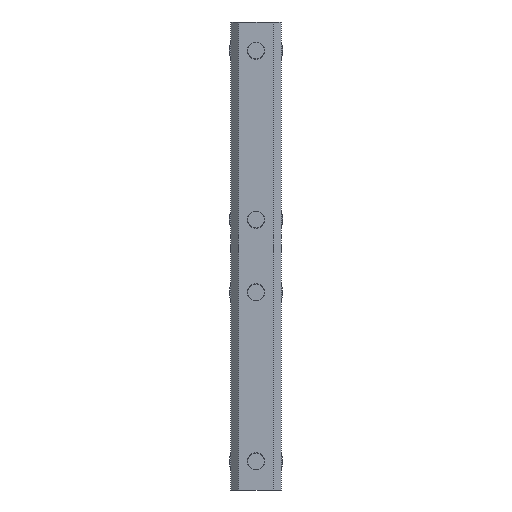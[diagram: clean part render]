
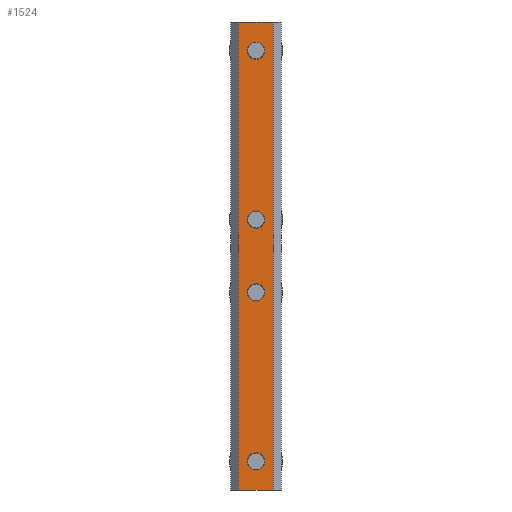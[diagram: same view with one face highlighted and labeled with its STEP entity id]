
A CAD part, front view. The second image highlights one B-rep face of the part: STEP entity #1524.
In plain terms, the highlighted planar face has unit normal (0, -1, 0).
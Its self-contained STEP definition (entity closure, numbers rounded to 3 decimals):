
#70 = CARTESIAN_POINT ( 'NONE',  ( 0., 0., 104. ) ) ;
#205 = DIRECTION ( 'NONE',  ( 0., 0., -1. ) ) ;
#213 = DIRECTION ( 'NONE',  ( 0., 0., -1. ) ) ;
#217 = DIRECTION ( 'NONE',  ( 0., -1., 0. ) ) ;
#218 = CARTESIAN_POINT ( 'NONE',  ( 0., 0., 169. ) ) ;
#325 = DIRECTION ( 'NONE',  ( 0., -1., 0. ) ) ;
#376 = CARTESIAN_POINT ( 'NONE',  ( 6.584, 0., 180. ) ) ;
#377 = DIRECTION ( 'NONE',  ( 0., 0., 1. ) ) ;
#378 = CARTESIAN_POINT ( 'NONE',  ( 0., 0., 76. ) ) ;
#379 = DIRECTION ( 'NONE',  ( 0., 0., -1. ) ) ;
#380 = DIRECTION ( 'NONE',  ( 0., -1., 0. ) ) ;
#387 = DIRECTION ( 'NONE',  ( 0., -1., 0. ) ) ;
#388 = CARTESIAN_POINT ( 'NONE',  ( 0., 0., 11. ) ) ;
#389 = DIRECTION ( 'NONE',  ( 0., 0., -1. ) ) ;
#400 = CARTESIAN_POINT ( 'NONE',  ( 0., 0., 7.7 ) ) ;
#419 = CARTESIAN_POINT ( 'NONE',  ( 0., 0., 72.7 ) ) ;
#420 = CARTESIAN_POINT ( 'NONE',  ( 0., 0., 79.3 ) ) ;
#425 = CARTESIAN_POINT ( 'NONE',  ( 0., 0., 100.7 ) ) ;
#428 = CARTESIAN_POINT ( 'NONE',  ( 0., 0., 172.3 ) ) ;
#429 = CARTESIAN_POINT ( 'NONE',  ( 0., 0., 165.7 ) ) ;
#432 = CARTESIAN_POINT ( 'NONE',  ( 0., 0., 107.3 ) ) ;
#436 = CARTESIAN_POINT ( 'NONE',  ( 0., 0., 14.3 ) ) ;
#498 = CARTESIAN_POINT ( 'NONE',  ( 6.584, 0., 0. ) ) ;
#499 = CARTESIAN_POINT ( 'NONE',  ( 6.584, 0., 180. ) ) ;
#500 = CARTESIAN_POINT ( 'NONE',  ( -6.584, 0., 180. ) ) ;
#507 = CARTESIAN_POINT ( 'NONE',  ( -6.584, 0., 0. ) ) ;
#600 = LINE ( 'NONE', #948, #3218 ) ;
#622 = AXIS2_PLACEMENT_3D ( 'NONE', #2654, #2655, #2656 ) ;
#624 = VECTOR ( 'NONE', #2443, 1000. ) ;
#629 = VECTOR ( 'NONE', #2449, 1000. ) ;
#651 = CIRCLE ( 'NONE', #665, 3.3 ) ;
#665 = AXIS2_PLACEMENT_3D ( 'NONE', #2614, #2615, #2632 ) ;
#667 = CIRCLE ( 'NONE', #671, 3.3 ) ;
#670 = CIRCLE ( 'NONE', #677, 3.3 ) ;
#671 = AXIS2_PLACEMENT_3D ( 'NONE', #2621, #2668, #2605 ) ;
#677 = AXIS2_PLACEMENT_3D ( 'NONE', #2568, #2569, #2570 ) ;
#935 = CARTESIAN_POINT ( 'NONE',  ( 0., 0., 169. ) ) ;
#936 = DIRECTION ( 'NONE',  ( 0., -1., 0. ) ) ;
#937 = DIRECTION ( 'NONE',  ( 0., 0., -1. ) ) ;
#948 = CARTESIAN_POINT ( 'NONE',  ( -6.584, 0., 180. ) ) ;
#949 = DIRECTION ( 'NONE',  ( 0., 0., -1. ) ) ;
#1503 = EDGE_CURVE ( 'NONE', #1952, #1949, #2249, .T. ) ;
#1507 = EDGE_CURVE ( 'NONE', #1947, #1950, #2252, .T. ) ;
#1524 = ADVANCED_FACE ( 'NONE', ( #2274, #2275, #2276, #2277, #2278 ), #2653, .F. ) ;
#1536 = EDGE_CURVE ( 'NONE', #1846, #1855, #651, .T. ) ;
#1542 = EDGE_CURVE ( 'NONE', #1860, #1861, #667, .T. ) ;
#1548 = EDGE_CURVE ( 'NONE', #1881, #1878, #670, .T. ) ;
#1654 = EDGE_CURVE ( 'NONE', #1949, #1950, #2339, .T. ) ;
#1655 = EDGE_CURVE ( 'NONE', #1861, #1860, #3116, .T. ) ;
#1656 = EDGE_CURVE ( 'NONE', #1878, #1881, #3106, .T. ) ;
#1660 = EDGE_CURVE ( 'NONE', #1855, #1846, #3124, .T. ) ;
#1662 = EDGE_CURVE ( 'NONE', #1851, #1852, #3121, .T. ) ;
#1663 = ORIENTED_EDGE ( 'NONE', *, *, #2921, .F. ) ;
#1676 = ORIENTED_EDGE ( 'NONE', *, *, #1656, .F. ) ;
#1677 = ORIENTED_EDGE ( 'NONE', *, *, #1536, .F. ) ;
#1685 = ORIENTED_EDGE ( 'NONE', *, *, #1662, .F. ) ;
#1687 = ORIENTED_EDGE ( 'NONE', *, *, #1660, .F. ) ;
#1688 = ORIENTED_EDGE ( 'NONE', *, *, #1655, .F. ) ;
#1692 = ORIENTED_EDGE ( 'NONE', *, *, #1542, .F. ) ;
#1694 = ORIENTED_EDGE ( 'NONE', *, *, #1503, .T. ) ;
#1846 = VERTEX_POINT ( 'NONE', #432 ) ;
#1851 = VERTEX_POINT ( 'NONE', #429 ) ;
#1852 = VERTEX_POINT ( 'NONE', #428 ) ;
#1855 = VERTEX_POINT ( 'NONE', #425 ) ;
#1860 = VERTEX_POINT ( 'NONE', #420 ) ;
#1861 = VERTEX_POINT ( 'NONE', #419 ) ;
#1878 = VERTEX_POINT ( 'NONE', #400 ) ;
#1881 = VERTEX_POINT ( 'NONE', #436 ) ;
#1947 = VERTEX_POINT ( 'NONE', #500 ) ;
#1949 = VERTEX_POINT ( 'NONE', #498 ) ;
#1950 = VERTEX_POINT ( 'NONE', #499 ) ;
#1952 = VERTEX_POINT ( 'NONE', #507 ) ;
#1991 = ORIENTED_EDGE ( 'NONE', *, *, #1548, .F. ) ;
#1992 = ORIENTED_EDGE ( 'NONE', *, *, #1507, .F. ) ;
#1993 = ORIENTED_EDGE ( 'NONE', *, *, #1654, .T. ) ;
#1994 = ORIENTED_EDGE ( 'NONE', *, *, #2925, .T. ) ;
#2186 = EDGE_LOOP ( 'NONE', ( #1676, #1991 ) ) ;
#2188 = EDGE_LOOP ( 'NONE', ( #1687, #1677 ) ) ;
#2189 = EDGE_LOOP ( 'NONE', ( #1694, #1993, #1992, #1994 ) ) ;
#2191 = EDGE_LOOP ( 'NONE', ( #1688, #1692 ) ) ;
#2193 = EDGE_LOOP ( 'NONE', ( #1685, #1663 ) ) ;
#2249 = LINE ( 'NONE', #2442, #624 ) ;
#2252 = LINE ( 'NONE', #2448, #629 ) ;
#2274 = FACE_BOUND ( 'NONE', #2193, .T. ) ;
#2275 = FACE_BOUND ( 'NONE', #2188, .T. ) ;
#2276 = FACE_BOUND ( 'NONE', #2191, .T. ) ;
#2277 = FACE_BOUND ( 'NONE', #2186, .T. ) ;
#2278 = FACE_OUTER_BOUND ( 'NONE', #2189, .T. ) ;
#2339 = LINE ( 'NONE', #376, #3119 ) ;
#2442 = CARTESIAN_POINT ( 'NONE',  ( -6.75, 0., 0. ) ) ;
#2443 = DIRECTION ( 'NONE',  ( 1., 0., 0. ) ) ;
#2448 = CARTESIAN_POINT ( 'NONE',  ( -6.75, 0., 180. ) ) ;
#2449 = DIRECTION ( 'NONE',  ( 1., 0., 0. ) ) ;
#2568 = CARTESIAN_POINT ( 'NONE',  ( 0., 0., 11. ) ) ;
#2569 = DIRECTION ( 'NONE',  ( 0., -1., 0. ) ) ;
#2570 = DIRECTION ( 'NONE',  ( 0., 0., -1. ) ) ;
#2605 = DIRECTION ( 'NONE',  ( 0., 0., -1. ) ) ;
#2614 = CARTESIAN_POINT ( 'NONE',  ( 0., 0., 104. ) ) ;
#2615 = DIRECTION ( 'NONE',  ( 0., -1., 0. ) ) ;
#2621 = CARTESIAN_POINT ( 'NONE',  ( 0., 0., 76. ) ) ;
#2632 = DIRECTION ( 'NONE',  ( 0., 0., -1. ) ) ;
#2653 = PLANE ( 'NONE',  #622 ) ;
#2654 = CARTESIAN_POINT ( 'NONE',  ( -6.75, 0., 180. ) ) ;
#2655 = DIRECTION ( 'NONE',  ( 0., 1., 0. ) ) ;
#2656 = DIRECTION ( 'NONE',  ( 0., 0., 1. ) ) ;
#2668 = DIRECTION ( 'NONE',  ( 0., -1., 0. ) ) ;
#2921 = EDGE_CURVE ( 'NONE', #1852, #1851, #3201, .T. ) ;
#2925 = EDGE_CURVE ( 'NONE', #1947, #1952, #600, .T. ) ;
#3106 = CIRCLE ( 'NONE', #3122, 3.3 ) ;
#3116 = CIRCLE ( 'NONE', #3120, 3.3 ) ;
#3119 = VECTOR ( 'NONE', #377, 1000. ) ;
#3120 = AXIS2_PLACEMENT_3D ( 'NONE', #378, #380, #379 ) ;
#3121 = CIRCLE ( 'NONE', #3131, 3.3 ) ;
#3122 = AXIS2_PLACEMENT_3D ( 'NONE', #388, #387, #389 ) ;
#3124 = CIRCLE ( 'NONE', #3128, 3.3 ) ;
#3128 = AXIS2_PLACEMENT_3D ( 'NONE', #70, #325, #213 ) ;
#3131 = AXIS2_PLACEMENT_3D ( 'NONE', #218, #217, #205 ) ;
#3201 = CIRCLE ( 'NONE', #3215, 3.3 ) ;
#3215 = AXIS2_PLACEMENT_3D ( 'NONE', #935, #936, #937 ) ;
#3218 = VECTOR ( 'NONE', #949, 1000. ) ;
